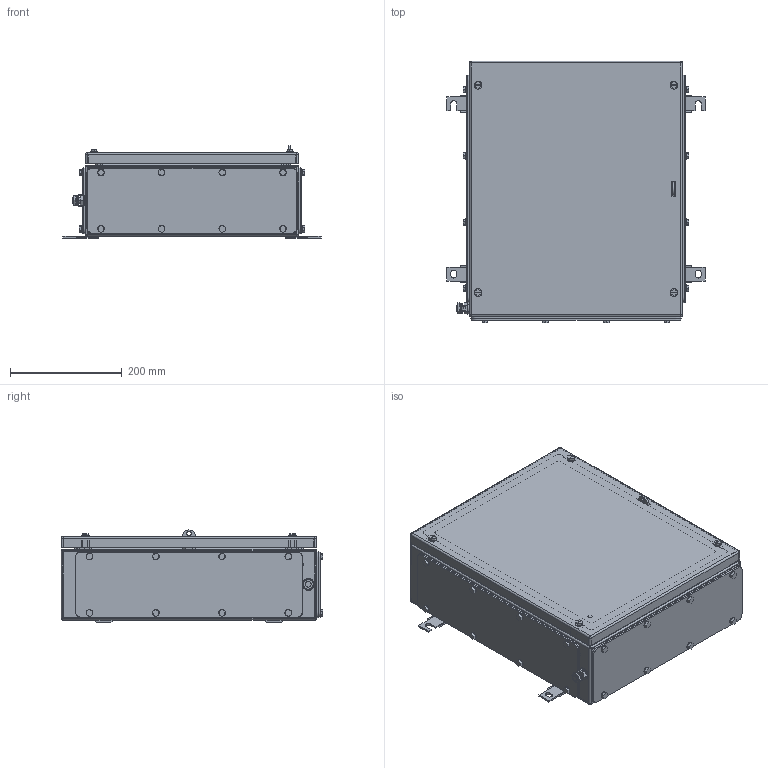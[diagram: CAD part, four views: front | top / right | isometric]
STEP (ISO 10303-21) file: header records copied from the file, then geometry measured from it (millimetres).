
FILE_DESCRIPTION(('CATIA V5 STEP Exchange','CAx-IF Rec.Pracs.--- Model Styling and Organization---1.4--- 2014-01-23'),'2;1');
FILE_NAME ('008542-9_3_1195030000_1195030000.stp','2019-09-20T10:43:16+00:00',('none'),('Weidmueller'),'CATIA Version 5-6 Release 2016 SP3 HF44','CATIA V5 STEP AP214','none');
FILE_SCHEMA(('AUTOMOTIVE_DESIGN { 1 0 10303 214 1 1 1 1 }'));
Products named in the file (1): 1195030000
Bounding box: 463 x 469 x 165 mm (x, y, z)
Volume: 1592970 mm3; surface area: 1686893.7 mm2
Topology: 88 solids, 88 shells, 1974 faces, 4656 edges, 2940 vertices
Faces by surface type: plane 923, cylinder 825, cone 180, sphere 24, torus 22
Entity records: 53497 total; most frequent: CARTESIAN_POINT 10602, ORIENTED_EDGE 9152, DIRECTION 7243, EDGE_CURVE 4576, AXIS2_PLACEMENT_3D 3083, VERTEX_POINT 2940, VECTOR 2728, LINE 2728
